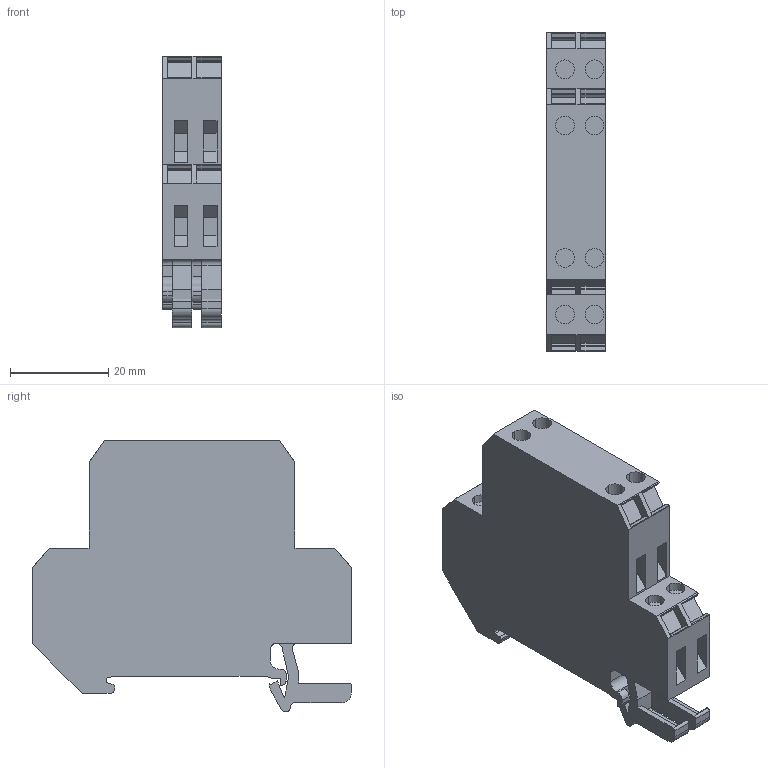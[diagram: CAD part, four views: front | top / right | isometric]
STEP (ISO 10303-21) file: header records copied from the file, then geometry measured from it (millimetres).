
FILE_DESCRIPTION(('CATIA V5 STEP Exchange','CAx-IF Rec.Pracs.--- Model Styling and Organization---1.4--- 2014-01-23'),'2;1');
FILE_NAME ('D1385507_1', '2019-07-31T13:42:10+00:00', ('none'), ('Weidmueller'), 'CATIA Version 5-6 Release 2016 SP3 HF44', 'CATIA V5 STEP AP214', 'none');
FILE_SCHEMA(('AUTOMOTIVE_DESIGN { 1 0 10303 214 1 1 1 1 }'));
Length unit declared in the file: millimetre
Products named in the file (1): 8184040000
Bounding box: 12 x 65 x 55.35 mm (x, y, z)
Volume: 15150.5 mm3; surface area: 15431.6 mm2
Topology: 10 solids, 10 shells, 423 faces, 1178 edges, 795 vertices
Faces by surface type: plane 314, cylinder 91, bspline 12, cone 6
Entity records: 17684 total; most frequent: CARTESIAN_POINT 7001, ORIENTED_EDGE 2350, DIRECTION 1693, EDGE_CURVE 1175, VECTOR 928, LINE 928, VERTEX_POINT 795, AXIS2_PLACEMENT_3D 460
